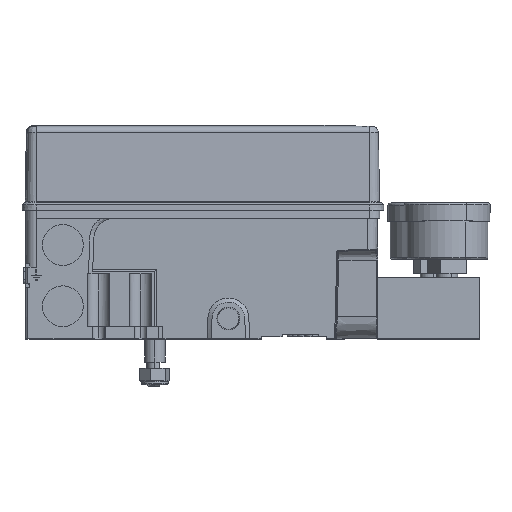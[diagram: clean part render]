
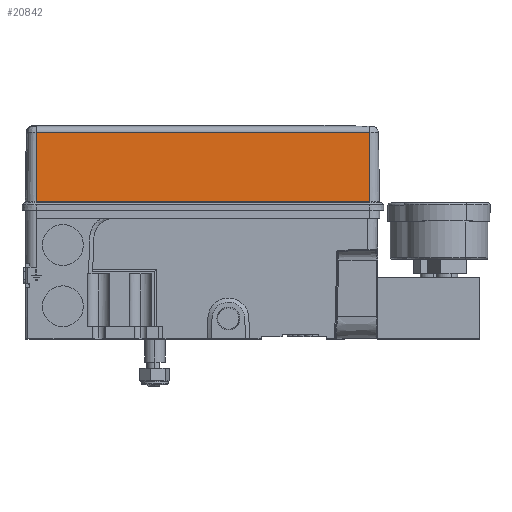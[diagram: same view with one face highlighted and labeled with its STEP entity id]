
A CAD part, top view. The second image highlights one B-rep face of the part: STEP entity #20842.
In plain terms, the highlighted planar face has unit normal (0, 0.018, 1).
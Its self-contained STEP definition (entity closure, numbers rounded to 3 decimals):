
#112 = LINE ( 'NONE', #43931, #67159 ) ;
#2941 = CARTESIAN_POINT ( 'NONE',  ( -108.477, 24.665, 58.447 ) ) ;
#5336 = DIRECTION ( 'NONE',  ( 0., 0.017, 1. ) ) ;
#6188 = DIRECTION ( 'NONE',  ( 0., 1., -0.017 ) ) ;
#6600 = LINE ( 'NONE', #64818, #19362 ) ;
#9269 = DIRECTION ( 'NONE',  ( -1., 0., 0. ) ) ;
#10135 = VERTEX_POINT ( 'NONE', #31193 ) ;
#15931 = LINE ( 'NONE', #2941, #77120 ) ;
#18773 = ORIENTED_EDGE ( 'NONE', *, *, #25351, .T. ) ;
#19362 = VECTOR ( 'NONE', #71185, 1000. ) ;
#20842 = ADVANCED_FACE ( 'NONE', ( #79762 ), #36427, .T. ) ;
#23541 = VERTEX_POINT ( 'NONE', #77467 ) ;
#25351 = EDGE_CURVE ( 'NONE', #39727, #10135, #112, .T. ) ;
#30443 = EDGE_CURVE ( 'NONE', #10135, #23541, #15931, .T. ) ;
#31193 = CARTESIAN_POINT ( 'NONE',  ( 54.523, 24.665, 58.447 ) ) ;
#36427 = PLANE ( 'NONE',  #63968 ) ;
#37913 = EDGE_CURVE ( 'NONE', #72841, #23541, #41770, .T. ) ;
#39140 = ORIENTED_EDGE ( 'NONE', *, *, #30443, .T. ) ;
#39727 = VERTEX_POINT ( 'NONE', #71084 ) ;
#40377 = ORIENTED_EDGE ( 'NONE', *, *, #37913, .F. ) ;
#41770 = LINE ( 'NONE', #77243, #54561 ) ;
#43087 = CARTESIAN_POINT ( 'NONE',  ( -108.477, -12.388, 59.094 ) ) ;
#43530 = EDGE_LOOP ( 'NONE', ( #18773, #39140, #40377, #52694 ) ) ;
#43931 = CARTESIAN_POINT ( 'NONE',  ( 54.523, -12.388, 59.094 ) ) ;
#49405 = DIRECTION ( 'NONE',  ( 0., -1., 0.017 ) ) ;
#51764 = EDGE_CURVE ( 'NONE', #72841, #39727, #6600, .T. ) ;
#52694 = ORIENTED_EDGE ( 'NONE', *, *, #51764, .T. ) ;
#54561 = VECTOR ( 'NONE', #78303, 1000. ) ;
#57777 = CARTESIAN_POINT ( 'NONE',  ( -108.477, -9.105, 59.037 ) ) ;
#63968 = AXIS2_PLACEMENT_3D ( 'NONE', #43087, #5336, #49405 ) ;
#64818 = CARTESIAN_POINT ( 'NONE',  ( 54.523, -9.105, 59.037 ) ) ;
#67159 = VECTOR ( 'NONE', #6188, 1000. ) ;
#71084 = CARTESIAN_POINT ( 'NONE',  ( 54.523, -9.105, 59.037 ) ) ;
#71185 = DIRECTION ( 'NONE',  ( 1., 0., 0. ) ) ;
#72841 = VERTEX_POINT ( 'NONE', #57777 ) ;
#77120 = VECTOR ( 'NONE', #9269, 1000. ) ;
#77243 = CARTESIAN_POINT ( 'NONE',  ( -108.477, -499000., 8768.955 ) ) ;
#77467 = CARTESIAN_POINT ( 'NONE',  ( -108.477, 24.665, 58.447 ) ) ;
#78303 = DIRECTION ( 'NONE',  ( 0., 1., -0.017 ) ) ;
#79762 = FACE_OUTER_BOUND ( 'NONE', #43530, .T. ) ;
